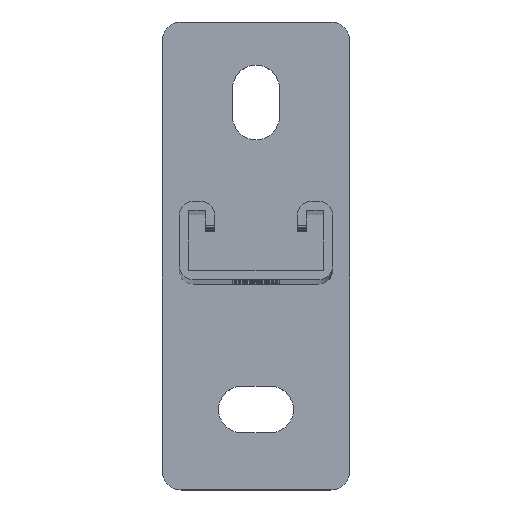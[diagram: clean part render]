
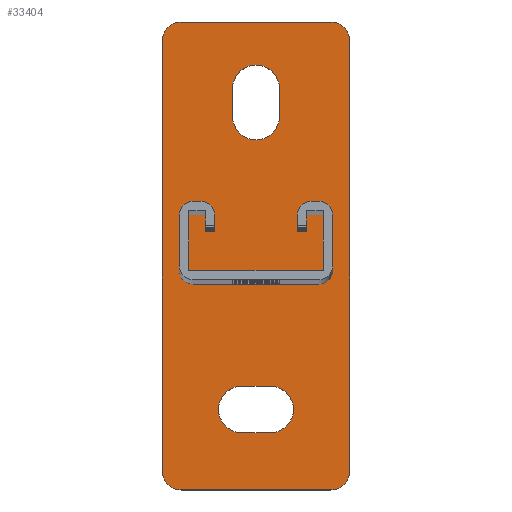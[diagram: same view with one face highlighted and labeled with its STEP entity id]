
A CAD part, top view. The second image highlights one B-rep face of the part: STEP entity #33404.
In plain terms, the highlighted planar face has unit normal (0, 0, 1).
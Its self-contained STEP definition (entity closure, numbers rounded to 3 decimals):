
#3 = FACE_OUTER_BOUND ( 'NONE', #34554, .T. ) ;
#58 = EDGE_LOOP ( 'NONE', ( #14443, #8102, #31318, #24993 ) ) ;
#236 = DIRECTION ( 'NONE',  ( 0., 1., 0. ) ) ;
#252 = CARTESIAN_POINT ( 'NONE',  ( -25., 62.5, 0. ) ) ;
#420 = LINE ( 'NONE', #34809, #37765 ) ;
#700 = EDGE_CURVE ( 'NONE', #17365, #19075, #26510, .T. ) ;
#742 = CIRCLE ( 'NONE', #28639, 5. ) ;
#832 = CARTESIAN_POINT ( 'NONE',  ( 25., -57.5, 0. ) ) ;
#976 = VERTEX_POINT ( 'NONE', #3943 ) ;
#1041 = CARTESIAN_POINT ( 'NONE',  ( 0., 37.25, 0. ) ) ;
#1044 = VECTOR ( 'NONE', #25511, 1000. ) ;
#1223 = AXIS2_PLACEMENT_3D ( 'NONE', #16678, #22229, #37206 ) ;
#1450 = CARTESIAN_POINT ( 'NONE',  ( -3.75, -34.75, 0. ) ) ;
#1485 = DIRECTION ( 'NONE',  ( 0., 0., 1. ) ) ;
#1551 = VERTEX_POINT ( 'NONE', #6457 ) ;
#2322 = CIRCLE ( 'NONE', #30968, 6.25 ) ;
#2514 = DIRECTION ( 'NONE',  ( 1., 0., 0. ) ) ;
#2772 = DIRECTION ( 'NONE',  ( 0., 0., 1. ) ) ;
#2890 = DIRECTION ( 'NONE',  ( 1., 0., 0. ) ) ;
#3759 = VERTEX_POINT ( 'NONE', #8913 ) ;
#3855 = VERTEX_POINT ( 'NONE', #6486 ) ;
#3943 = CARTESIAN_POINT ( 'NONE',  ( 6.25, 37.25, 0. ) ) ;
#4013 = PLANE ( 'NONE',  #9855 ) ;
#4242 = VERTEX_POINT ( 'NONE', #22970 ) ;
#4303 = EDGE_CURVE ( 'NONE', #1551, #11357, #23022, .T. ) ;
#4515 = ORIENTED_EDGE ( 'NONE', *, *, #6935, .F. ) ;
#4532 = DIRECTION ( 'NONE',  ( 0., -1., 0. ) ) ;
#4901 = LINE ( 'NONE', #252, #25747 ) ;
#5655 = ORIENTED_EDGE ( 'NONE', *, *, #25783, .T. ) ;
#5942 = DIRECTION ( 'NONE',  ( 0., 0., 1. ) ) ;
#5967 = CIRCLE ( 'NONE', #6962, 5. ) ;
#6180 = CIRCLE ( 'NONE', #23513, 6.25 ) ;
#6218 = DIRECTION ( 'NONE',  ( 1., 0., 0. ) ) ;
#6457 = CARTESIAN_POINT ( 'NONE',  ( -3.75, -34.75, 0. ) ) ;
#6471 = DIRECTION ( 'NONE',  ( 0., 0., 1. ) ) ;
#6486 = CARTESIAN_POINT ( 'NONE',  ( -25., -57.5, 0. ) ) ;
#6490 = ORIENTED_EDGE ( 'NONE', *, *, #17188, .T. ) ;
#6873 = VECTOR ( 'NONE', #30575, 1000. ) ;
#6933 = DIRECTION ( 'NONE',  ( 1., 0., 0. ) ) ;
#6935 = EDGE_CURVE ( 'NONE', #19479, #1551, #25055, .T. ) ;
#6962 = AXIS2_PLACEMENT_3D ( 'NONE', #28823, #17060, #34807 ) ;
#7013 = VECTOR ( 'NONE', #10474, 1000. ) ;
#7160 = DIRECTION ( 'NONE',  ( 0., 0., 1. ) ) ;
#7397 = EDGE_LOOP ( 'NONE', ( #12642, #4515, #32945, #19677, #37735 ) ) ;
#7907 = CARTESIAN_POINT ( 'NONE',  ( 3.75, -34.75, 0. ) ) ;
#8102 = ORIENTED_EDGE ( 'NONE', *, *, #37482, .F. ) ;
#8913 = CARTESIAN_POINT ( 'NONE',  ( 20., -62.5, 0. ) ) ;
#9071 = DIRECTION ( 'NONE',  ( -1., 0., 0. ) ) ;
#9306 = CARTESIAN_POINT ( 'NONE',  ( -6.25, 37.25, 0. ) ) ;
#9753 = VERTEX_POINT ( 'NONE', #28674 ) ;
#9855 = AXIS2_PLACEMENT_3D ( 'NONE', #35777, #33124, #6933 ) ;
#10171 = CARTESIAN_POINT ( 'NONE',  ( -6.25, 44.75, 0. ) ) ;
#10474 = DIRECTION ( 'NONE',  ( 1., 0., 0. ) ) ;
#10883 = EDGE_CURVE ( 'NONE', #14079, #3759, #33868, .T. ) ;
#11357 = VERTEX_POINT ( 'NONE', #35939 ) ;
#11765 = CARTESIAN_POINT ( 'NONE',  ( -6.25, 44.75, 0. ) ) ;
#12135 = VERTEX_POINT ( 'NONE', #29214 ) ;
#12180 = DIRECTION ( 'NONE',  ( 0., 0., 1. ) ) ;
#12642 = ORIENTED_EDGE ( 'NONE', *, *, #4303, .F. ) ;
#14079 = VERTEX_POINT ( 'NONE', #28104 ) ;
#14097 = CARTESIAN_POINT ( 'NONE',  ( 20., 62.5, 0. ) ) ;
#14336 = VERTEX_POINT ( 'NONE', #9306 ) ;
#14443 = ORIENTED_EDGE ( 'NONE', *, *, #36500, .F. ) ;
#14970 = CARTESIAN_POINT ( 'NONE',  ( 25., 57.5, 0. ) ) ;
#15481 = DIRECTION ( 'NONE',  ( 1., 0., 0. ) ) ;
#15544 = DIRECTION ( 'NONE',  ( 1., 0., 0. ) ) ;
#15821 = VECTOR ( 'NONE', #27285, 1000. ) ;
#16678 = CARTESIAN_POINT ( 'NONE',  ( 3.75, -41., 0. ) ) ;
#16827 = DIRECTION ( 'NONE',  ( 0., 0., 1. ) ) ;
#16959 = CARTESIAN_POINT ( 'NONE',  ( 6.25, 44.75, 0. ) ) ;
#17060 = DIRECTION ( 'NONE',  ( 0., 0., 1. ) ) ;
#17188 = EDGE_CURVE ( 'NONE', #3855, #14079, #5967, .T. ) ;
#17365 = VERTEX_POINT ( 'NONE', #832 ) ;
#17424 = CARTESIAN_POINT ( 'NONE',  ( -3.75, -41., 0. ) ) ;
#18138 = CARTESIAN_POINT ( 'NONE',  ( 0., 44.75, 0. ) ) ;
#18698 = ORIENTED_EDGE ( 'NONE', *, *, #26455, .T. ) ;
#18785 = CARTESIAN_POINT ( 'NONE',  ( -25., 62.5, 0. ) ) ;
#19075 = VERTEX_POINT ( 'NONE', #14970 ) ;
#19479 = VERTEX_POINT ( 'NONE', #7907 ) ;
#19677 = ORIENTED_EDGE ( 'NONE', *, *, #30202, .F. ) ;
#20110 = EDGE_CURVE ( 'NONE', #23781, #19479, #25689, .T. ) ;
#20363 = CIRCLE ( 'NONE', #25513, 5. ) ;
#20455 = DIRECTION ( 'NONE',  ( 1., 0., 0. ) ) ;
#20641 = CIRCLE ( 'NONE', #1223, 6.25 ) ;
#21158 = VERTEX_POINT ( 'NONE', #14097 ) ;
#21244 = LINE ( 'NONE', #10171, #15821 ) ;
#21692 = CARTESIAN_POINT ( 'NONE',  ( 10., -41., 0. ) ) ;
#22133 = ORIENTED_EDGE ( 'NONE', *, *, #32413, .T. ) ;
#22229 = DIRECTION ( 'NONE',  ( 0., 0., 1. ) ) ;
#22376 = DIRECTION ( 'NONE',  ( 1., 0., 0. ) ) ;
#22970 = CARTESIAN_POINT ( 'NONE',  ( -25., 57.5, 0. ) ) ;
#23022 = CIRCLE ( 'NONE', #23217, 6.25 ) ;
#23031 = CARTESIAN_POINT ( 'NONE',  ( 25., 62.5, 0. ) ) ;
#23168 = EDGE_CURVE ( 'NONE', #14336, #976, #2322, .T. ) ;
#23179 = ORIENTED_EDGE ( 'NONE', *, *, #700, .T. ) ;
#23217 = AXIS2_PLACEMENT_3D ( 'NONE', #17424, #5942, #2890 ) ;
#23241 = FACE_BOUND ( 'NONE', #58, .T. ) ;
#23456 = CIRCLE ( 'NONE', #23491, 5. ) ;
#23491 = AXIS2_PLACEMENT_3D ( 'NONE', #36071, #1485, #15544 ) ;
#23513 = AXIS2_PLACEMENT_3D ( 'NONE', #18138, #12180, #26988 ) ;
#23616 = CARTESIAN_POINT ( 'NONE',  ( 20., 57.5, 0. ) ) ;
#23781 = VERTEX_POINT ( 'NONE', #21692 ) ;
#23917 = VERTEX_POINT ( 'NONE', #29259 ) ;
#24993 = ORIENTED_EDGE ( 'NONE', *, *, #36018, .F. ) ;
#25055 = LINE ( 'NONE', #1450, #6873 ) ;
#25511 = DIRECTION ( 'NONE',  ( 0., 1., 0. ) ) ;
#25513 = AXIS2_PLACEMENT_3D ( 'NONE', #37231, #16827, #22376 ) ;
#25689 = CIRCLE ( 'NONE', #31860, 6.25 ) ;
#25747 = VECTOR ( 'NONE', #9071, 1000. ) ;
#25783 = EDGE_CURVE ( 'NONE', #21158, #12135, #4901, .T. ) ;
#26455 = EDGE_CURVE ( 'NONE', #12135, #4242, #23456, .T. ) ;
#26510 = LINE ( 'NONE', #23031, #36066 ) ;
#26939 = VECTOR ( 'NONE', #4532, 1000. ) ;
#26988 = DIRECTION ( 'NONE',  ( 1., 0., 0. ) ) ;
#26993 = VERTEX_POINT ( 'NONE', #11765 ) ;
#27285 = DIRECTION ( 'NONE',  ( 0., -1., 0. ) ) ;
#27360 = ORIENTED_EDGE ( 'NONE', *, *, #27386, .T. ) ;
#27386 = EDGE_CURVE ( 'NONE', #3759, #17365, #20363, .T. ) ;
#27832 = CARTESIAN_POINT ( 'NONE',  ( -25., -62.5, 0. ) ) ;
#28104 = CARTESIAN_POINT ( 'NONE',  ( -20., -62.5, 0. ) ) ;
#28385 = ORIENTED_EDGE ( 'NONE', *, *, #35884, .T. ) ;
#28639 = AXIS2_PLACEMENT_3D ( 'NONE', #23616, #6471, #6218 ) ;
#28674 = CARTESIAN_POINT ( 'NONE',  ( 3.75, -47.25, 0. ) ) ;
#28823 = CARTESIAN_POINT ( 'NONE',  ( -20., -57.5, 0. ) ) ;
#29214 = CARTESIAN_POINT ( 'NONE',  ( -20., 62.5, 0. ) ) ;
#29259 = CARTESIAN_POINT ( 'NONE',  ( 6.25, 44.75, 0. ) ) ;
#30202 = EDGE_CURVE ( 'NONE', #9753, #23781, #20641, .T. ) ;
#30575 = DIRECTION ( 'NONE',  ( -1., 0., 0. ) ) ;
#30596 = LINE ( 'NONE', #18785, #26939 ) ;
#30618 = ORIENTED_EDGE ( 'NONE', *, *, #10883, .T. ) ;
#30968 = AXIS2_PLACEMENT_3D ( 'NONE', #1041, #7160, #15481 ) ;
#31094 = LINE ( 'NONE', #16959, #1044 ) ;
#31318 = ORIENTED_EDGE ( 'NONE', *, *, #23168, .F. ) ;
#31860 = AXIS2_PLACEMENT_3D ( 'NONE', #37078, #2772, #2514 ) ;
#32228 = EDGE_CURVE ( 'NONE', #11357, #9753, #420, .T. ) ;
#32413 = EDGE_CURVE ( 'NONE', #4242, #3855, #30596, .T. ) ;
#32807 = FACE_BOUND ( 'NONE', #7397, .T. ) ;
#32945 = ORIENTED_EDGE ( 'NONE', *, *, #20110, .F. ) ;
#33124 = DIRECTION ( 'NONE',  ( 0., 0., 1. ) ) ;
#33404 = ADVANCED_FACE ( 'NONE', ( #32807, #23241, #3 ), #4013, .T. ) ;
#33868 = LINE ( 'NONE', #27832, #7013 ) ;
#34554 = EDGE_LOOP ( 'NONE', ( #22133, #6490, #30618, #27360, #23179, #28385, #5655, #18698 ) ) ;
#34807 = DIRECTION ( 'NONE',  ( 1., 0., 0. ) ) ;
#34809 = CARTESIAN_POINT ( 'NONE',  ( -3.75, -47.25, 0. ) ) ;
#35777 = CARTESIAN_POINT ( 'NONE',  ( 0., 0., 0. ) ) ;
#35884 = EDGE_CURVE ( 'NONE', #19075, #21158, #742, .T. ) ;
#35939 = CARTESIAN_POINT ( 'NONE',  ( -3.75, -47.25, 0. ) ) ;
#36018 = EDGE_CURVE ( 'NONE', #26993, #14336, #21244, .T. ) ;
#36066 = VECTOR ( 'NONE', #236, 1000. ) ;
#36071 = CARTESIAN_POINT ( 'NONE',  ( -20., 57.5, 0. ) ) ;
#36500 = EDGE_CURVE ( 'NONE', #23917, #26993, #6180, .T. ) ;
#37078 = CARTESIAN_POINT ( 'NONE',  ( 3.75, -41., 0. ) ) ;
#37206 = DIRECTION ( 'NONE',  ( 1., 0., 0. ) ) ;
#37231 = CARTESIAN_POINT ( 'NONE',  ( 20., -57.5, 0. ) ) ;
#37482 = EDGE_CURVE ( 'NONE', #976, #23917, #31094, .T. ) ;
#37735 = ORIENTED_EDGE ( 'NONE', *, *, #32228, .F. ) ;
#37765 = VECTOR ( 'NONE', #20455, 1000. ) ;
